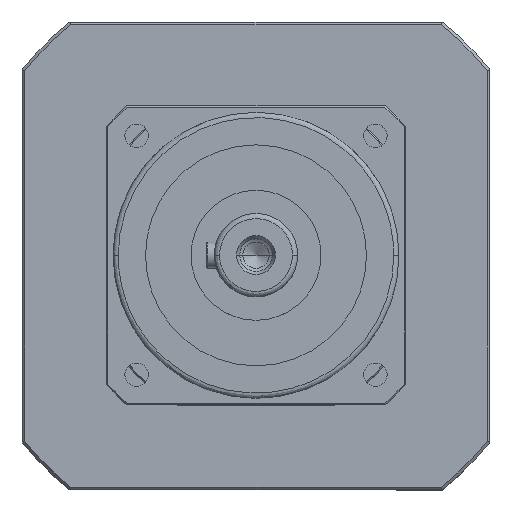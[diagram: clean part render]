
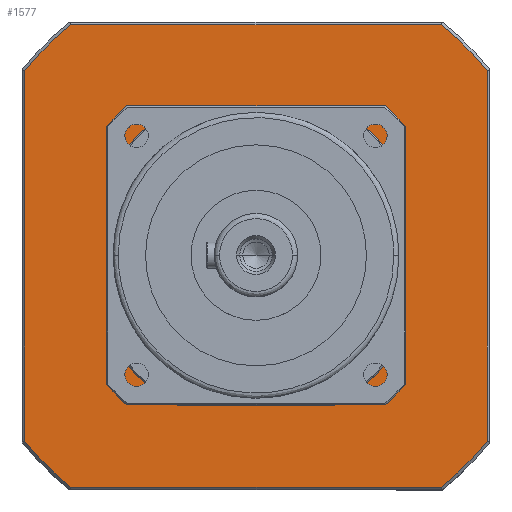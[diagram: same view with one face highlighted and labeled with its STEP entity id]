
A CAD part, top view. The second image highlights one B-rep face of the part: STEP entity #1577.
In plain terms, the highlighted face is planar.
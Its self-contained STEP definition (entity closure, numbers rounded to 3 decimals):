
#16 = ORIENTED_EDGE ( 'NONE', *, *, #16850, .F. ) ;
#219 = VERTEX_POINT ( 'NONE', #12999 ) ;
#318 = EDGE_LOOP ( 'NONE', ( #4075, #9054, #635, #9341, #14840, #9521, #9351, #2658 ) ) ;
#330 = AXIS2_PLACEMENT_3D ( 'NONE', #1846, #1830, #1810 ) ;
#382 = VECTOR ( 'NONE', #7091, 1000. ) ;
#407 = EDGE_CURVE ( 'NONE', #1360, #6429, #9725, .T. ) ;
#635 = ORIENTED_EDGE ( 'NONE', *, *, #11600, .F. ) ;
#829 = CARTESIAN_POINT ( 'NONE',  ( 71.239, 89., 29. ) ) ;
#877 = ORIENTED_EDGE ( 'NONE', *, *, #908, .F. ) ;
#892 = CARTESIAN_POINT ( 'NONE',  ( -57.5, 0., 29. ) ) ;
#908 = EDGE_CURVE ( 'NONE', #1378, #219, #9470, .T. ) ;
#1355 = LINE ( 'NONE', #8449, #4461 ) ;
#1360 = VERTEX_POINT ( 'NONE', #12966 ) ;
#1365 = CARTESIAN_POINT ( 'NONE',  ( 30.311, 57.5, 29. ) ) ;
#1378 = VERTEX_POINT ( 'NONE', #12566 ) ;
#1436 = ORIENTED_EDGE ( 'NONE', *, *, #13846, .F. ) ;
#1577 = ADVANCED_FACE ( 'NONE', ( #13227, #9427 ), #8527, .F. ) ;
#1634 = CARTESIAN_POINT ( 'NONE',  ( -57.5, 30.311, 29. ) ) ;
#1675 = EDGE_CURVE ( 'NONE', #13517, #1378, #8817, .T. ) ;
#1810 = DIRECTION ( 'NONE',  ( 1., 0., 0. ) ) ;
#1830 = DIRECTION ( 'NONE',  ( 0., 0., -1. ) ) ;
#1846 = CARTESIAN_POINT ( 'NONE',  ( 0., 0., 29. ) ) ;
#1974 = ORIENTED_EDGE ( 'NONE', *, *, #15233, .F. ) ;
#1979 = CARTESIAN_POINT ( 'NONE',  ( 89., -45., 29. ) ) ;
#2000 = DIRECTION ( 'NONE',  ( 0., 1., 0. ) ) ;
#2187 = CARTESIAN_POINT ( 'NONE',  ( -71.239, -89., 29. ) ) ;
#2406 = EDGE_CURVE ( 'NONE', #15602, #1360, #9740, .T. ) ;
#2467 = EDGE_CURVE ( 'NONE', #5775, #12586, #8138, .T. ) ;
#2653 = DIRECTION ( 'NONE',  ( 0., 0., -1. ) ) ;
#2658 = ORIENTED_EDGE ( 'NONE', *, *, #8907, .F. ) ;
#3163 = CIRCLE ( 'NONE', #12041, 65. ) ;
#3166 = AXIS2_PLACEMENT_3D ( 'NONE', #3975, #3954, #3925 ) ;
#3422 = CARTESIAN_POINT ( 'NONE',  ( 30.311, -57.5, 29. ) ) ;
#3551 = LINE ( 'NONE', #8715, #7059 ) ;
#3919 = AXIS2_PLACEMENT_3D ( 'NONE', #15650, #6717, #6633 ) ;
#3920 = EDGE_CURVE ( 'NONE', #12586, #13994, #13638, .T. ) ;
#3925 = DIRECTION ( 'NONE',  ( 1., 0., 0. ) ) ;
#3934 = LINE ( 'NONE', #15859, #382 ) ;
#3954 = DIRECTION ( 'NONE',  ( 0., 0., 1. ) ) ;
#3975 = CARTESIAN_POINT ( 'NONE',  ( 0., 0., 29. ) ) ;
#4075 = ORIENTED_EDGE ( 'NONE', *, *, #12520, .F. ) ;
#4461 = VECTOR ( 'NONE', #4534, 1000. ) ;
#4521 = CARTESIAN_POINT ( 'NONE',  ( -71.239, 89., 29. ) ) ;
#4534 = DIRECTION ( 'NONE',  ( -1., 0., 0. ) ) ;
#4615 = VECTOR ( 'NONE', #5898, 1000. ) ;
#4657 = EDGE_CURVE ( 'NONE', #219, #5775, #7155, .T. ) ;
#4934 = CARTESIAN_POINT ( 'NONE',  ( -30.311, 57.5, 29. ) ) ;
#5007 = DIRECTION ( 'NONE',  ( 0., 0., 1. ) ) ;
#5775 = VERTEX_POINT ( 'NONE', #829 ) ;
#5898 = DIRECTION ( 'NONE',  ( -1., 0., 0. ) ) ;
#5926 = AXIS2_PLACEMENT_3D ( 'NONE', #14947, #7279, #16233 ) ;
#6190 = CARTESIAN_POINT ( 'NONE',  ( 45., 89., 29. ) ) ;
#6406 = VECTOR ( 'NONE', #2000, 1000. ) ;
#6429 = VERTEX_POINT ( 'NONE', #3422 ) ;
#6452 = VECTOR ( 'NONE', #10164, 1000. ) ;
#6633 = DIRECTION ( 'NONE',  ( 1., 0., 0. ) ) ;
#6717 = DIRECTION ( 'NONE',  ( 0., 0., 1. ) ) ;
#6760 = ORIENTED_EDGE ( 'NONE', *, *, #2467, .F. ) ;
#6812 = ORIENTED_EDGE ( 'NONE', *, *, #3920, .F. ) ;
#7059 = VECTOR ( 'NONE', #16368, 1000. ) ;
#7091 = DIRECTION ( 'NONE',  ( 1., 0., 0. ) ) ;
#7155 = CIRCLE ( 'NONE', #10757, 114. ) ;
#7279 = DIRECTION ( 'NONE',  ( 0., 0., -1. ) ) ;
#7323 = CIRCLE ( 'NONE', #5926, 65. ) ;
#7414 = DIRECTION ( 'NONE',  ( 0., -1., 0. ) ) ;
#7533 = LINE ( 'NONE', #10918, #14341 ) ;
#7548 = CARTESIAN_POINT ( 'NONE',  ( 57.5, 0., 29. ) ) ;
#7975 = DIRECTION ( 'NONE',  ( 1., 0., 0. ) ) ;
#7989 = DIRECTION ( 'NONE',  ( 0., 0., 1. ) ) ;
#7992 = ORIENTED_EDGE ( 'NONE', *, *, #4657, .F. ) ;
#8045 = CARTESIAN_POINT ( 'NONE',  ( 0., 0., 29. ) ) ;
#8075 = CIRCLE ( 'NONE', #330, 65. ) ;
#8138 = LINE ( 'NONE', #6190, #4615 ) ;
#8449 = CARTESIAN_POINT ( 'NONE',  ( 0., -57.5, 29. ) ) ;
#8525 = VERTEX_POINT ( 'NONE', #4934 ) ;
#8527 = PLANE ( 'NONE',  #8775 ) ;
#8715 = CARTESIAN_POINT ( 'NONE',  ( -89., 45., 29. ) ) ;
#8775 = AXIS2_PLACEMENT_3D ( 'NONE', #8045, #7989, #7975 ) ;
#8817 = CIRCLE ( 'NONE', #3166, 114. ) ;
#8907 = EDGE_CURVE ( 'NONE', #14831, #15602, #8075, .T. ) ;
#8927 = VERTEX_POINT ( 'NONE', #1634 ) ;
#9054 = ORIENTED_EDGE ( 'NONE', *, *, #13512, .F. ) ;
#9187 = CARTESIAN_POINT ( 'NONE',  ( 71.239, -89., 29. ) ) ;
#9341 = ORIENTED_EDGE ( 'NONE', *, *, #12645, .F. ) ;
#9351 = ORIENTED_EDGE ( 'NONE', *, *, #2406, .F. ) ;
#9417 = DIRECTION ( 'NONE',  ( 1., 0., 0. ) ) ;
#9427 = FACE_OUTER_BOUND ( 'NONE', #10652, .T. ) ;
#9434 = DIRECTION ( 'NONE',  ( 0., 0., -1. ) ) ;
#9467 = CARTESIAN_POINT ( 'NONE',  ( 0., 0., 29. ) ) ;
#9470 = LINE ( 'NONE', #1979, #6406 ) ;
#9521 = ORIENTED_EDGE ( 'NONE', *, *, #407, .F. ) ;
#9725 = CIRCLE ( 'NONE', #13063, 65. ) ;
#9740 = LINE ( 'NONE', #7548, #13136 ) ;
#10164 = DIRECTION ( 'NONE',  ( 0., 1., 0. ) ) ;
#10505 = CARTESIAN_POINT ( 'NONE',  ( 0., 0., 29. ) ) ;
#10652 = EDGE_LOOP ( 'NONE', ( #15857, #16, #1974, #1436, #6812, #6760, #7992, #877 ) ) ;
#10757 = AXIS2_PLACEMENT_3D ( 'NONE', #11012, #10967, #10950 ) ;
#10871 = DIRECTION ( 'NONE',  ( 1., 0., 0. ) ) ;
#10918 = CARTESIAN_POINT ( 'NONE',  ( 0., 57.5, 29. ) ) ;
#10950 = DIRECTION ( 'NONE',  ( 1., 0., 0. ) ) ;
#10967 = DIRECTION ( 'NONE',  ( 0., 0., 1. ) ) ;
#11012 = CARTESIAN_POINT ( 'NONE',  ( 0., 0., 29. ) ) ;
#11600 = EDGE_CURVE ( 'NONE', #11884, #8927, #13316, .T. ) ;
#11782 = DIRECTION ( 'NONE',  ( 1., 0., 0. ) ) ;
#11789 = CIRCLE ( 'NONE', #13086, 114. ) ;
#11884 = VERTEX_POINT ( 'NONE', #14238 ) ;
#12041 = AXIS2_PLACEMENT_3D ( 'NONE', #10505, #2653, #11782 ) ;
#12520 = EDGE_CURVE ( 'NONE', #8525, #14831, #7533, .T. ) ;
#12566 = CARTESIAN_POINT ( 'NONE',  ( 89., -71.239, 29. ) ) ;
#12586 = VERTEX_POINT ( 'NONE', #4521 ) ;
#12645 = EDGE_CURVE ( 'NONE', #13604, #11884, #7323, .T. ) ;
#12742 = CARTESIAN_POINT ( 'NONE',  ( 0., 0., 29. ) ) ;
#12966 = CARTESIAN_POINT ( 'NONE',  ( 57.5, -30.311, 29. ) ) ;
#12999 = CARTESIAN_POINT ( 'NONE',  ( 89., 71.239, 29. ) ) ;
#13063 = AXIS2_PLACEMENT_3D ( 'NONE', #9467, #9434, #9417 ) ;
#13086 = AXIS2_PLACEMENT_3D ( 'NONE', #12742, #5007, #14022 ) ;
#13136 = VECTOR ( 'NONE', #7414, 1000. ) ;
#13193 = VERTEX_POINT ( 'NONE', #13550 ) ;
#13227 = FACE_BOUND ( 'NONE', #318, .T. ) ;
#13316 = LINE ( 'NONE', #892, #6452 ) ;
#13349 = CARTESIAN_POINT ( 'NONE',  ( 57.5, 30.311, 29. ) ) ;
#13512 = EDGE_CURVE ( 'NONE', #8927, #8525, #3163, .T. ) ;
#13517 = VERTEX_POINT ( 'NONE', #9187 ) ;
#13550 = CARTESIAN_POINT ( 'NONE',  ( -89., -71.239, 29. ) ) ;
#13604 = VERTEX_POINT ( 'NONE', #14528 ) ;
#13638 = CIRCLE ( 'NONE', #3919, 114. ) ;
#13846 = EDGE_CURVE ( 'NONE', #13994, #13193, #3551, .T. ) ;
#13994 = VERTEX_POINT ( 'NONE', #14065 ) ;
#14022 = DIRECTION ( 'NONE',  ( 1., 0., 0. ) ) ;
#14065 = CARTESIAN_POINT ( 'NONE',  ( -89., 71.239, 29. ) ) ;
#14238 = CARTESIAN_POINT ( 'NONE',  ( -57.5, -30.311, 29. ) ) ;
#14341 = VECTOR ( 'NONE', #10871, 1000. ) ;
#14528 = CARTESIAN_POINT ( 'NONE',  ( -30.311, -57.5, 29. ) ) ;
#14831 = VERTEX_POINT ( 'NONE', #1365 ) ;
#14840 = ORIENTED_EDGE ( 'NONE', *, *, #15081, .F. ) ;
#14947 = CARTESIAN_POINT ( 'NONE',  ( 0., 0., 29. ) ) ;
#15081 = EDGE_CURVE ( 'NONE', #6429, #13604, #1355, .T. ) ;
#15233 = EDGE_CURVE ( 'NONE', #13193, #16439, #11789, .T. ) ;
#15602 = VERTEX_POINT ( 'NONE', #13349 ) ;
#15650 = CARTESIAN_POINT ( 'NONE',  ( 0., 0., 29. ) ) ;
#15857 = ORIENTED_EDGE ( 'NONE', *, *, #1675, .F. ) ;
#15859 = CARTESIAN_POINT ( 'NONE',  ( -45., -89., 29. ) ) ;
#16233 = DIRECTION ( 'NONE',  ( 1., 0., 0. ) ) ;
#16368 = DIRECTION ( 'NONE',  ( 0., -1., 0. ) ) ;
#16439 = VERTEX_POINT ( 'NONE', #2187 ) ;
#16850 = EDGE_CURVE ( 'NONE', #16439, #13517, #3934, .T. ) ;
